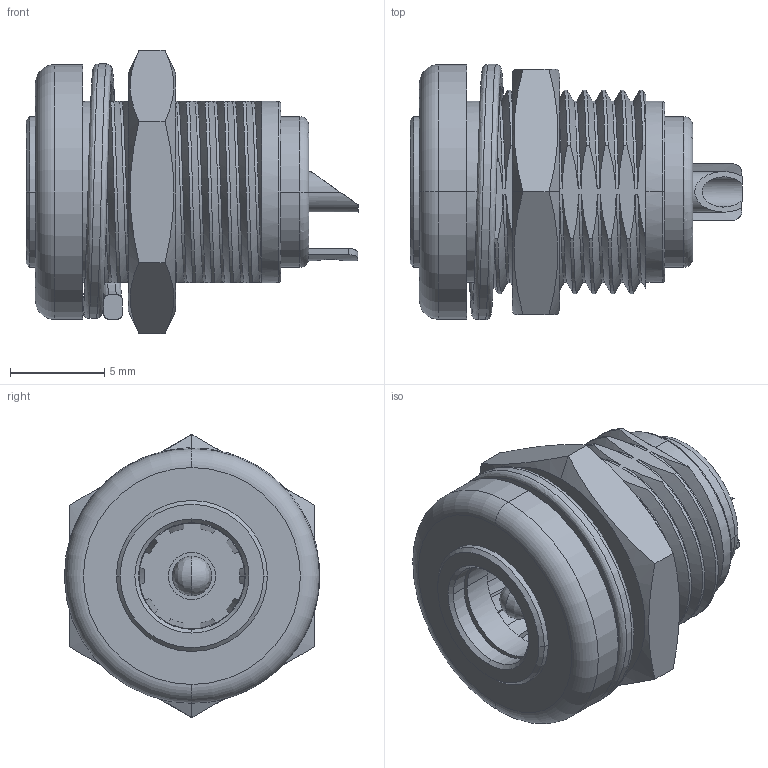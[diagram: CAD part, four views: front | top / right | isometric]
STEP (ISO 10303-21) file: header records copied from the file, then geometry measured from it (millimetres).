
FILE_DESCRIPTION (( 'STEP AP203' ), '1' );
FILE_NAME ('54-00401_revA.STEP', '2025-05-23T18:49:08', ( '' ), ( '' ), 'SwSTEP 2.0', 'SolidWorks 2021', '' );
FILE_SCHEMA (( 'CONFIG_CONTROL_DESIGN' ));
Length unit declared in the file: millimetre
Products named in the file (9): 24-00287; 50-01012 center pin_Center pin; 50-01012 spring contact_Terminal; 56-00000; 50-01012; 50-01012 insulator_Insulator; 54-00401_revA; 56-00001_Helical - Render; 50-01012 shell_Shell
Assembly tree (8 placements, depth 3):
  54-00401_revA
    24-00287
    50-01012
      50-01012 center pin_Center pin
      50-01012 spring contact_Terminal
      50-01012 shell_Shell
      50-01012 insulator_Insulator
    56-00000
    56-00001_Helical - Render
Bounding box: 17.6 x 13.53 x 15.01 mm (x, y, z)
Volume: 1150.7 mm3; surface area: 2964.1 mm2
Topology: 7 solids, 7 shells, 295 faces, 767 edges, 470 vertices
Faces by surface type: bspline 97, plane 89, cylinder 87, torus 12, cone 10
Entity records: 32735 total; most frequent: CARTESIAN_POINT 25542, ORIENTED_EDGE 1522, DIRECTION 1087, EDGE_CURVE 761, VERTEX_POINT 470, AXIS2_PLACEMENT_3D 444, EDGE_LOOP 317, ADVANCED_FACE 295
